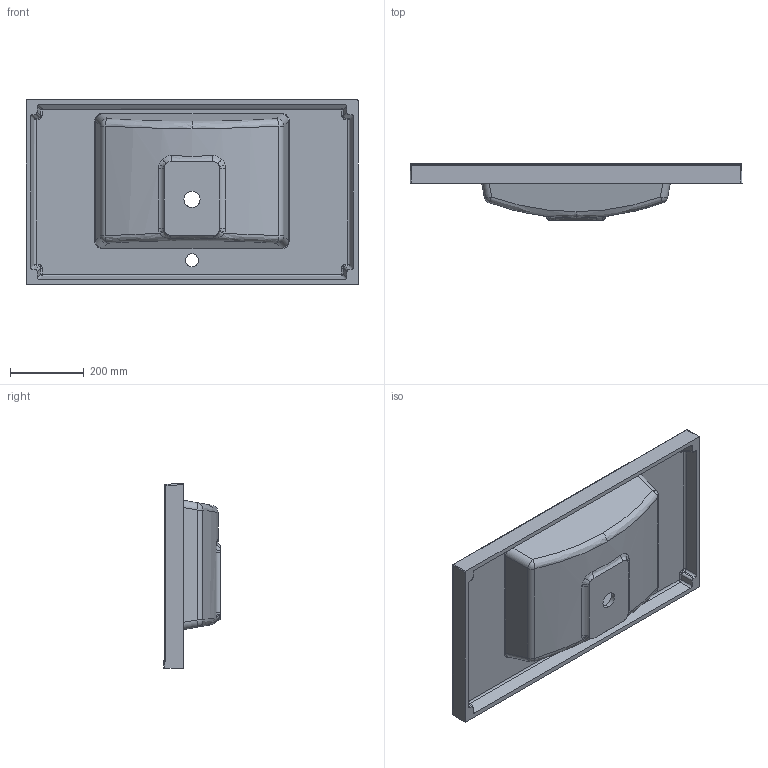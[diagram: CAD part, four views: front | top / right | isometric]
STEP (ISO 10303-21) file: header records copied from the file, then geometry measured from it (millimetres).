
FILE_DESCRIPTION (( 'STEP AP203' ), '1' );
FILE_NAME ('6229190911.step', '2020-12-18T12:33:23', ( 'admin' ), ( '' ), 'SwSTEP 2.0', 'SolidWorks 2019', '' );
FILE_SCHEMA (( 'CONFIG_CONTROL_DESIGN' ));
Length unit declared in the file: millimetre
Products named in the file (1): 6229190911
Bounding box: 900 x 153 x 500 mm (x, y, z)
Volume: 10448924.9 mm3; surface area: 1384993.2 mm2
Topology: 1 solids, 1 shells, 190 faces, 462 edges, 264 vertices
Faces by surface type: bspline 80, cylinder 66, plane 30, sphere 14
Entity records: 9473 total; most frequent: CARTESIAN_POINT 5767, ORIENTED_EDGE 900, DIRECTION 590, EDGE_CURVE 450, VERTEX_POINT 264, AXIS2_PLACEMENT_3D 227, EDGE_LOOP 196, ADVANCED_FACE 190
